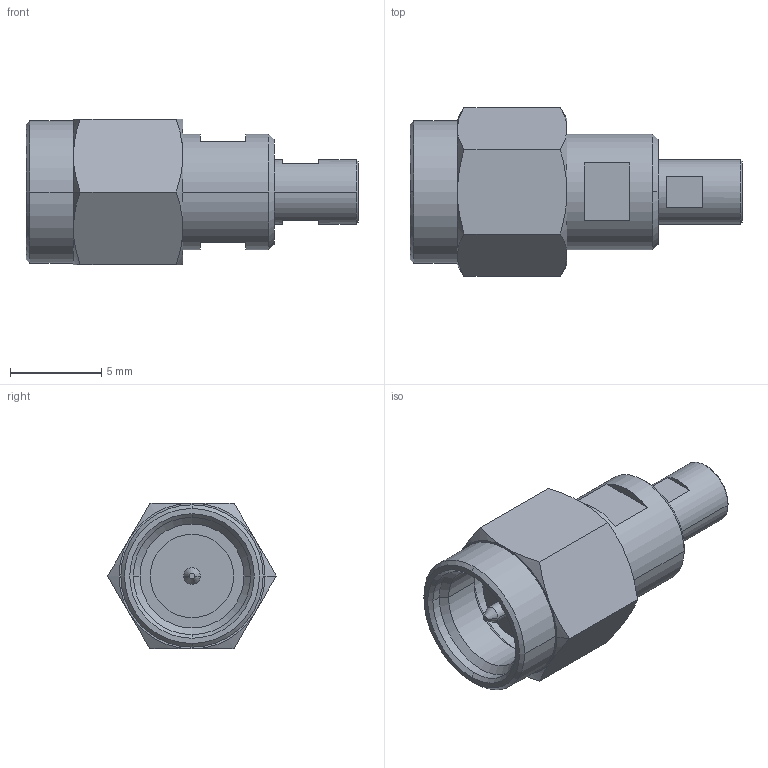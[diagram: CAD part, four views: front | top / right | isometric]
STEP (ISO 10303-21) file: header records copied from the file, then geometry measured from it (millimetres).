
FILE_DESCRIPTION (( 'STEP AP214' ), '1' );
FILE_NAME ('FMAD10181_3D.step', '2026-03-10T19:34:53', ( '' ), ( '' ), 'SwSTEP 2.0', 'SolidWorks 2025', '' );
FILE_SCHEMA (( 'AUTOMOTIVE_DESIGN' ));
Length unit declared in the file: millimetre
Products named in the file (1): FMAD10181_3D
Bounding box: 18.2 x 9.24 x 8 mm (x, y, z)
Volume: 557.6 mm3; surface area: 843.1 mm2
Topology: 3 solids, 3 shells, 95 faces, 206 edges, 127 vertices
Faces by surface type: cone 34, plane 31, cylinder 28, sphere 2
Entity records: 2639 total; most frequent: CARTESIAN_POINT 495, DIRECTION 476, ORIENTED_EDGE 404, AXIS2_PLACEMENT_3D 202, EDGE_CURVE 202, VERTEX_POINT 125, EDGE_LOOP 109, CIRCLE 106
